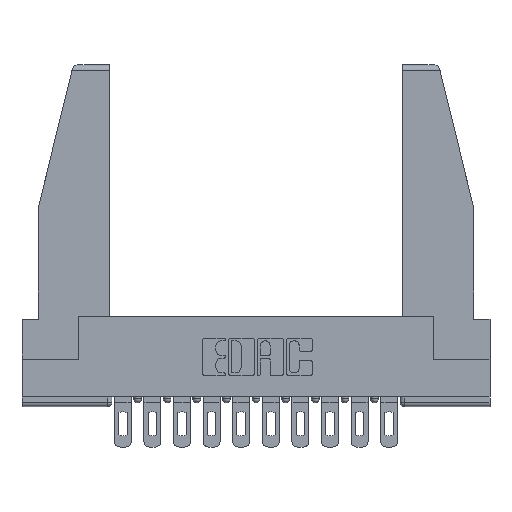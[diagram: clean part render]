
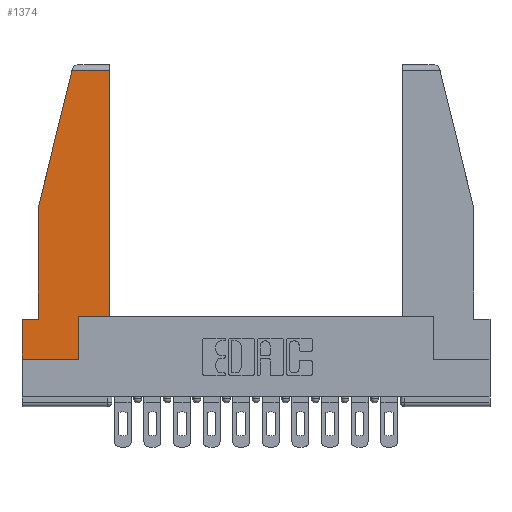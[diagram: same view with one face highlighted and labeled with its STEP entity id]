
A CAD part, top view. The second image highlights one B-rep face of the part: STEP entity #1374.
In plain terms, the highlighted planar face has unit normal (0, 0, 1).
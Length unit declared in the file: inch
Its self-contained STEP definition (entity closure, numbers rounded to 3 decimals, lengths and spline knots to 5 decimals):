
#96 = DIRECTION ( 'NONE',  ( 0., 0., 1. ) ) ;
#279 = VERTEX_POINT ( 'NONE', #9508 ) ;
#352 = ORIENTED_EDGE ( 'NONE', *, *, #12920, .T. ) ;
#392 = VECTOR ( 'NONE', #11692, 39.37008 ) ;
#445 = VECTOR ( 'NONE', #4650, 39.37008 ) ;
#667 = EDGE_CURVE ( 'NONE', #14538, #1054, #8969, .T. ) ;
#885 = ORIENTED_EDGE ( 'NONE', *, *, #7681, .T. ) ;
#1054 = VERTEX_POINT ( 'NONE', #12217 ) ;
#1145 = CARTESIAN_POINT ( 'NONE',  ( 0., 0., 0. ) ) ;
#1202 = VERTEX_POINT ( 'NONE', #9823 ) ;
#1292 = CARTESIAN_POINT ( 'NONE',  ( 0.297, 0.223, 0. ) ) ;
#1323 = ORIENTED_EDGE ( 'NONE', *, *, #6184, .T. ) ;
#1374 = ADVANCED_FACE ( 'NONE', ( #13583 ), #5901, .T. ) ;
#1822 = DIRECTION ( 'NONE',  ( 0., 1., 0. ) ) ;
#2042 = CARTESIAN_POINT ( 'NONE',  ( 0., 0.21, 0. ) ) ;
#2070 = EDGE_CURVE ( 'NONE', #9232, #10632, #8218, .T. ) ;
#2724 = ORIENTED_EDGE ( 'NONE', *, *, #2070, .T. ) ;
#3270 = ORIENTED_EDGE ( 'NONE', *, *, #4686, .T. ) ;
#3335 = LINE ( 'NONE', #11526, #13436 ) ;
#3419 = LINE ( 'NONE', #5925, #4556 ) ;
#3657 = CARTESIAN_POINT ( 'NONE',  ( 0.297, 0., 0. ) ) ;
#3840 = VERTEX_POINT ( 'NONE', #13596 ) ;
#3921 = CARTESIAN_POINT ( 'NONE',  ( 0.271, 1.55, 0. ) ) ;
#4124 = LINE ( 'NONE', #1292, #15743 ) ;
#4556 = VECTOR ( 'NONE', #14456, 39.37008 ) ;
#4562 = VERTEX_POINT ( 'NONE', #14093 ) ;
#4596 = CARTESIAN_POINT ( 'NONE',  ( 0., 0., 0. ) ) ;
#4650 = DIRECTION ( 'NONE',  ( 0., 1., 0. ) ) ;
#4686 = EDGE_CURVE ( 'NONE', #279, #9232, #13477, .T. ) ;
#4850 = DIRECTION ( 'NONE',  ( 1., 0., 0. ) ) ;
#5142 = CARTESIAN_POINT ( 'NONE',  ( 0.297, 0.223, 0. ) ) ;
#5244 = VECTOR ( 'NONE', #8655, 39.37008 ) ;
#5503 = EDGE_CURVE ( 'NONE', #1054, #1202, #8112, .T. ) ;
#5821 = VECTOR ( 'NONE', #11720, 39.37008 ) ;
#5901 = PLANE ( 'NONE',  #8967 ) ;
#5925 = CARTESIAN_POINT ( 'NONE',  ( 0.086, 0.8, 0. ) ) ;
#6184 = EDGE_CURVE ( 'NONE', #11733, #14538, #3335, .T. ) ;
#6559 = ORIENTED_EDGE ( 'NONE', *, *, #667, .T. ) ;
#6702 = ORIENTED_EDGE ( 'NONE', *, *, #10308, .T. ) ;
#7358 = CARTESIAN_POINT ( 'NONE',  ( 0.461, 1.52, 0. ) ) ;
#7681 = EDGE_CURVE ( 'NONE', #4562, #3840, #13047, .T. ) ;
#7821 = DIRECTION ( 'NONE',  ( -1., 0., 0. ) ) ;
#8112 = LINE ( 'NONE', #3921, #5244 ) ;
#8218 = LINE ( 'NONE', #3657, #445 ) ;
#8655 = DIRECTION ( 'NONE',  ( -0.239, -0.971, 0. ) ) ;
#8967 = AXIS2_PLACEMENT_3D ( 'NONE', #1145, #96, #4850 ) ;
#8969 = LINE ( 'NONE', #14691, #11497 ) ;
#9201 = ORIENTED_EDGE ( 'NONE', *, *, #9948, .T. ) ;
#9232 = VERTEX_POINT ( 'NONE', #14594 ) ;
#9508 = CARTESIAN_POINT ( 'NONE',  ( 0., 0., 0. ) ) ;
#9823 = CARTESIAN_POINT ( 'NONE',  ( 0.086, 0.8, 0. ) ) ;
#9948 = EDGE_CURVE ( 'NONE', #1202, #4562, #3419, .T. ) ;
#10308 = EDGE_CURVE ( 'NONE', #3840, #279, #14464, .T. ) ;
#10632 = VERTEX_POINT ( 'NONE', #5142 ) ;
#11497 = VECTOR ( 'NONE', #13426, 39.37008 ) ;
#11526 = CARTESIAN_POINT ( 'NONE',  ( 0.461, 0.223, 0. ) ) ;
#11692 = DIRECTION ( 'NONE',  ( 0., -1., 0. ) ) ;
#11720 = DIRECTION ( 'NONE',  ( 1., 0., 0. ) ) ;
#11733 = VERTEX_POINT ( 'NONE', #14653 ) ;
#12145 = DIRECTION ( 'NONE',  ( 1., 0., 0. ) ) ;
#12217 = CARTESIAN_POINT ( 'NONE',  ( 0.2636, 1.52, 0. ) ) ;
#12462 = ORIENTED_EDGE ( 'NONE', *, *, #5503, .T. ) ;
#12920 = EDGE_CURVE ( 'NONE', #10632, #11733, #4124, .T. ) ;
#13047 = LINE ( 'NONE', #15144, #15152 ) ;
#13426 = DIRECTION ( 'NONE',  ( -1., 0., 0. ) ) ;
#13436 = VECTOR ( 'NONE', #1822, 39.37008 ) ;
#13477 = LINE ( 'NONE', #4596, #5821 ) ;
#13583 = FACE_OUTER_BOUND ( 'NONE', #14935, .T. ) ;
#13596 = CARTESIAN_POINT ( 'NONE',  ( 0., 0.21, 0. ) ) ;
#14093 = CARTESIAN_POINT ( 'NONE',  ( 0.086, 0.21, 0. ) ) ;
#14456 = DIRECTION ( 'NONE',  ( 0., -1., 0. ) ) ;
#14464 = LINE ( 'NONE', #2042, #392 ) ;
#14538 = VERTEX_POINT ( 'NONE', #7358 ) ;
#14594 = CARTESIAN_POINT ( 'NONE',  ( 0.297, 0., 0. ) ) ;
#14653 = CARTESIAN_POINT ( 'NONE',  ( 0.461, 0.223, 0. ) ) ;
#14691 = CARTESIAN_POINT ( 'NONE',  ( 0., 1.52, 0. ) ) ;
#14935 = EDGE_LOOP ( 'NONE', ( #1323, #6559, #12462, #9201, #885, #6702, #3270, #2724, #352 ) ) ;
#15144 = CARTESIAN_POINT ( 'NONE',  ( 0., 0.21, 0. ) ) ;
#15152 = VECTOR ( 'NONE', #7821, 39.37008 ) ;
#15743 = VECTOR ( 'NONE', #12145, 39.37008 ) ;
